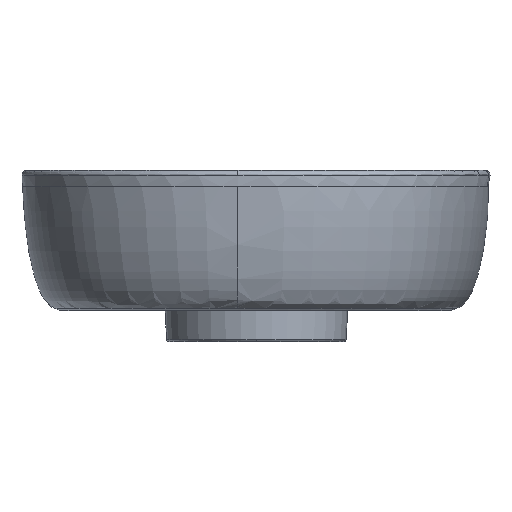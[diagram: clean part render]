
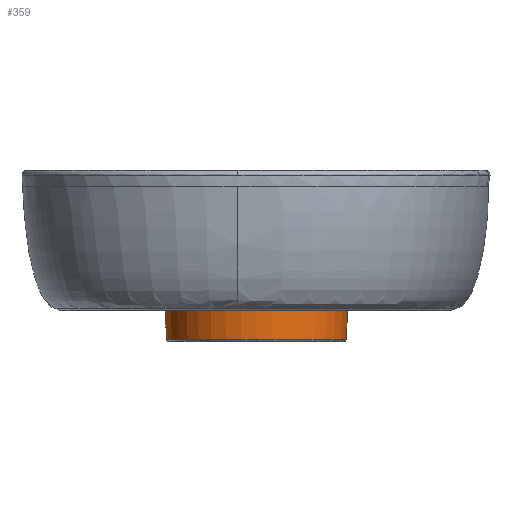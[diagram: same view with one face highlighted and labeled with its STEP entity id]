
A CAD part, left-side view. The second image highlights one B-rep face of the part: STEP entity #359.
In plain terms, the highlighted conical face has half-angle 3 degrees and reference radius 76.718 mm.
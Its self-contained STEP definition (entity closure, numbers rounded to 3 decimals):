
#359=ADVANCED_FACE('',(#447,#448),#443,.T.);
#443=CONICAL_SURFACE('',#12342,76.718,3.);
#447=FACE_BOUND('',#485,.T.);
#448=FACE_BOUND('',#486,.T.);
#485=EDGE_LOOP('',(#588,#589,#590));
#486=EDGE_LOOP('',(#591));
#588=ORIENTED_EDGE('',*,*,#1157,.T.);
#589=ORIENTED_EDGE('',*,*,#1158,.T.);
#590=ORIENTED_EDGE('',*,*,#1159,.T.);
#591=ORIENTED_EDGE('',*,*,#1160,.T.);
#1008=VERTEX_POINT('',#15680);
#1009=VERTEX_POINT('',#15681);
#1010=VERTEX_POINT('',#15683);
#1011=VERTEX_POINT('',#15686);
#1157=EDGE_CURVE('',#1008,#1009,#1385,.T.);
#1158=EDGE_CURVE('',#1009,#1010,#1386,.T.);
#1159=EDGE_CURVE('',#1010,#1008,#1387,.T.);
#1160=EDGE_CURVE('',#1011,#1011,#1388,.T.);
#1385=CIRCLE('',#12338,76.817);
#1386=CIRCLE('',#12339,76.817);
#1387=CIRCLE('',#12340,76.817);
#1388=CIRCLE('',#12341,78.103);
#12338=AXIS2_PLACEMENT_3D('',#15679,#13980,#13981);
#12339=AXIS2_PLACEMENT_3D('',#15682,#13982,#13983);
#12340=AXIS2_PLACEMENT_3D('',#15684,#13984,#13985);
#12341=AXIS2_PLACEMENT_3D('',#15685,#13986,#13987);
#12342=AXIS2_PLACEMENT_3D('',#15687,#13988,#13989);
#13980=DIRECTION('',(0.,0.,1.));
#13981=DIRECTION('',(-1.,0.,0.));
#13982=DIRECTION('',(0.,0.,1.));
#13983=DIRECTION('',(-1.,0.,0.));
#13984=DIRECTION('',(0.,0.,1.));
#13985=DIRECTION('',(-1.,0.,0.));
#13986=DIRECTION('',(0.,0.,-1.));
#13987=DIRECTION('',(1.,0.,0.));
#13988=DIRECTION('',(0.,0.,1.));
#13989=DIRECTION('',(1.,0.,0.));
#15679=CARTESIAN_POINT('',(0.,-255.,-144.217));
#15680=CARTESIAN_POINT('',(-76.817,-255.,-144.217));
#15681=CARTESIAN_POINT('',(76.817,-255.,-144.217));
#15682=CARTESIAN_POINT('',(0.,-255.,-144.217));
#15683=CARTESIAN_POINT('',(0.,-178.183,-144.217));
#15684=CARTESIAN_POINT('',(0.,-255.,-144.217));
#15685=CARTESIAN_POINT('',(0.,-255.,-119.672));
#15686=CARTESIAN_POINT('',(78.103,-255.,-119.672));
#15687=CARTESIAN_POINT('',(0.,-255.,-146.112));
